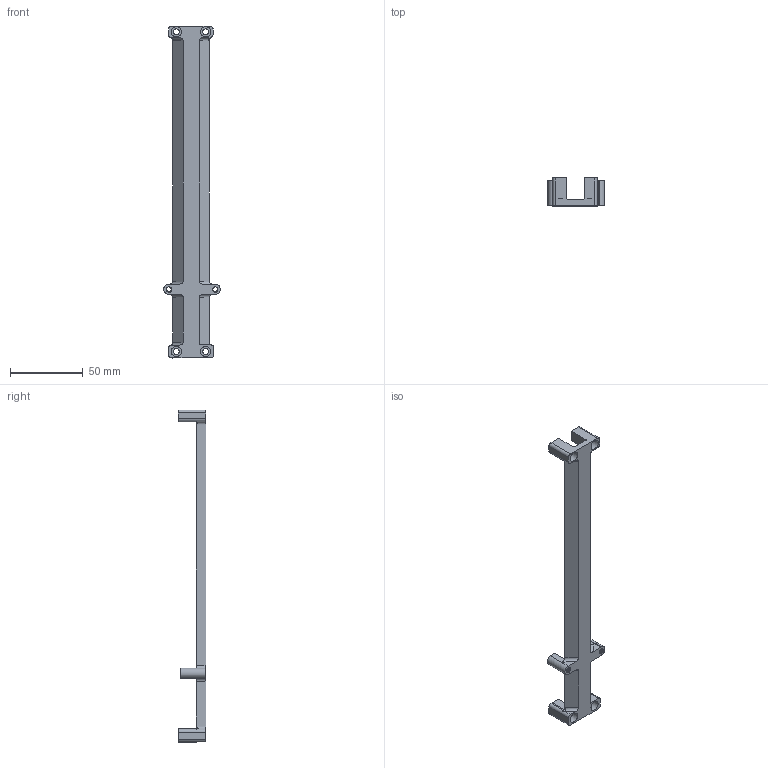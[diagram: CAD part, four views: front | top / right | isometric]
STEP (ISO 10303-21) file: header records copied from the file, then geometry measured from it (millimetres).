
FILE_DESCRIPTION(/* description */ (''),/* implementation_level */ '2;1');
FILE_NAME(/* name */ 'X-Axis Proximal Railing Mount.step',/* time_stamp */ '2022-05-21T14:15:27-07:00',/* author */ (''),/* organization */ (''),/* preprocessor_version */ 'ST-DEVELOPER v18.1',/* originating_system */ 'Autodesk Translation Framework v10.14.0.1471',/* authorisation */ '');
FILE_SCHEMA (('AUTOMOTIVE_DESIGN { 1 0 10303 214 3 1 1 }'));
Length unit declared in the file: millimetre
Products named in the file (1): X-Axis Proximal Railing Mount
Bounding box: 38.73 x 18.85 x 227.49 mm (x, y, z)
Volume: 24371.1 mm3; surface area: 18944 mm2
Topology: 1 solids, 1 shells, 308 faces, 879 edges, 585 vertices
Faces by surface type: cylinder 227, plane 58, bspline 23
Full cylindrical faces by diameter (mm): 2.93 x24, 3.332 x26, 3.599 x8, 4 x4, 4.109 x6, 4.11 x6, 7 x4
Entity records: 22951 total; most frequent: CARTESIAN_POINT 15705, ORIENTED_EDGE 1758, DIRECTION 1103, EDGE_CURVE 879, VERTEX_POINT 585, B_SPLINE_CURVE_WITH_KNOTS 447, AXIS2_PLACEMENT_3D 385, LINE 333
